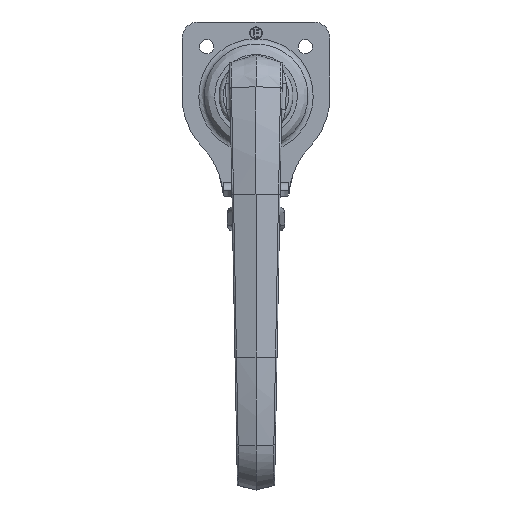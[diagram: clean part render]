
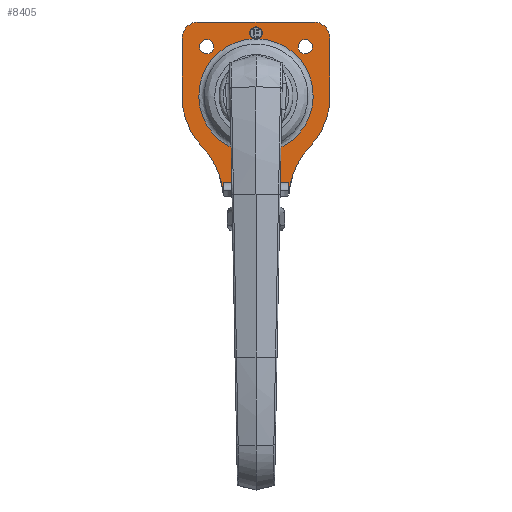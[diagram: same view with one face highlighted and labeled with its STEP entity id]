
A CAD part, top view. The second image highlights one B-rep face of the part: STEP entity #8405.
In plain terms, the highlighted planar face has unit normal (0, 0, 1).
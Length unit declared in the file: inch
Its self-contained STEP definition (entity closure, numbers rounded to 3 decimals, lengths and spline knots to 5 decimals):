
#8158=CARTESIAN_POINT('',(-0.04181,0.8697,-1.5593));
#8159=VERTEX_POINT('',#8158);
#8160=CARTESIAN_POINT('',(0.04181,0.8697,-1.5593));
#8161=VERTEX_POINT('',#8160);
#8162=CARTESIAN_POINT('',(0.,0.955,-1.5593));
#8163=DIRECTION('',(0.0,0.0,-1.0));
#8164=DIRECTION('',(-1.0,0.0,0.0));
#8165=AXIS2_PLACEMENT_3D('',#8162,#8163,#8164);
#8166=CIRCLE('',#8165,0.095);
#8167=EDGE_CURVE('',#8159,#8161,#8166,.T.);
#8217=CARTESIAN_POINT('',(0.,0.,-1.5593));
#8218=DIRECTION('',(0.0,0.0,1.0));
#8219=DIRECTION('',(1.0,0.0,0.0));
#8220=AXIS2_PLACEMENT_3D('',#8217,#8218,#8219);
#8221=CIRCLE('',#8220,0.8707);
#8222=EDGE_CURVE('',#8159,#8161,#8221,.T.);
#8243=CARTESIAN_POINT('',(0.,-0.80146,-1.5593));
#8244=DIRECTION('',(0.0,0.0,-1.0));
#8245=DIRECTION('',(-1.0,0.0,0.0));
#8246=AXIS2_PLACEMENT_3D('',#8243,#8244,#8245);
#8247=PLANE('',#8246);
#8248=CARTESIAN_POINT('',(0.875,1.125,-1.5593));
#8249=VERTEX_POINT('',#8248);
#8250=CARTESIAN_POINT('',(1.125,0.875,-1.5593));
#8251=VERTEX_POINT('',#8250);
#8252=CARTESIAN_POINT('',(0.875,0.875,-1.5593));
#8253=DIRECTION('',(0.,0.,-1.0));
#8254=DIRECTION('',(0.707,0.707,0.));
#8255=AXIS2_PLACEMENT_3D('',#8252,#8253,#8254);
#8256=CIRCLE('',#8255,0.25);
#8257=EDGE_CURVE('',#8249,#8251,#8256,.T.);
#8258=ORIENTED_EDGE('',*,*,#8257,.F.);
#8259=CARTESIAN_POINT('',(-0.875,1.125,-1.5593));
#8260=VERTEX_POINT('',#8259);
#8261=CARTESIAN_POINT('',(-0.875,1.125,-1.5593));
#8262=DIRECTION('',(1.0,0.0,0.0));
#8263=VECTOR('',#8262,1.75);
#8264=LINE('',#8261,#8263);
#8265=EDGE_CURVE('',#8260,#8249,#8264,.T.);
#8266=ORIENTED_EDGE('',*,*,#8265,.F.);
#8267=CARTESIAN_POINT('',(-1.125,0.875,-1.5593));
#8268=VERTEX_POINT('',#8267);
#8269=CARTESIAN_POINT('',(-0.875,0.875,-1.5593));
#8270=DIRECTION('',(0.,0.,-1.0));
#8271=DIRECTION('',(-0.707,0.707,0.));
#8272=AXIS2_PLACEMENT_3D('',#8269,#8270,#8271);
#8273=CIRCLE('',#8272,0.25);
#8274=EDGE_CURVE('',#8268,#8260,#8273,.T.);
#8275=ORIENTED_EDGE('',*,*,#8274,.F.);
#8276=CARTESIAN_POINT('',(-1.125,-0.00576,-1.5593));
#8277=VERTEX_POINT('',#8276);
#8278=CARTESIAN_POINT('',(-1.125,-0.00576,-1.5593));
#8279=DIRECTION('',(0.0,1.0,0.0));
#8280=VECTOR('',#8279,0.88076);
#8281=LINE('',#8278,#8280);
#8282=EDGE_CURVE('',#8277,#8268,#8281,.T.);
#8283=ORIENTED_EDGE('',*,*,#8282,.F.);
#8284=CARTESIAN_POINT('',(-0.8125,-0.78388,-1.5593));
#8285=VERTEX_POINT('',#8284);
#8286=CARTESIAN_POINT('',(0.,-0.00576,-1.5593));
#8287=DIRECTION('',(0.,0.,-1.0));
#8288=DIRECTION('',(-0.722,-0.692,0.));
#8289=AXIS2_PLACEMENT_3D('',#8286,#8287,#8288);
#8290=CIRCLE('',#8289,1.125);
#8291=EDGE_CURVE('',#8285,#8277,#8290,.T.);
#8292=ORIENTED_EDGE('',*,*,#8291,.F.);
#8293=CARTESIAN_POINT('',(-0.50225,-1.49086,-1.5593));
#8294=VERTEX_POINT('',#8293);
#8295=CARTESIAN_POINT('',(-1.625,-1.562,-1.5593));
#8296=DIRECTION('',(0.,0.,1.0));
#8297=DIRECTION('',(-0.722,-0.692,0.));
#8298=AXIS2_PLACEMENT_3D('',#8295,#8296,#8297);
#8299=CIRCLE('',#8298,1.125);
#8300=EDGE_CURVE('',#8294,#8285,#8299,.T.);
#8301=ORIENTED_EDGE('',*,*,#8300,.F.);
#8302=CARTESIAN_POINT('',(-0.49303,-1.49086,-1.5593));
#8303=VERTEX_POINT('',#8302);
#8304=CARTESIAN_POINT('',(-0.49303,-1.49086,-1.5593));
#8305=DIRECTION('',(-1.0,0.0,0.0));
#8306=VECTOR('',#8305,0.00922);
#8307=LINE('',#8304,#8306);
#8308=EDGE_CURVE('',#8303,#8294,#8307,.T.);
#8309=ORIENTED_EDGE('',*,*,#8308,.F.);
#8310=CARTESIAN_POINT('',(-0.49303,-1.3163,-1.5593));
#8311=VERTEX_POINT('',#8310);
#8312=CARTESIAN_POINT('',(-0.49303,-1.49086,-1.5593));
#8313=DIRECTION('',(0.0,1.0,0.0));
#8314=VECTOR('',#8313,0.17456);
#8315=LINE('',#8312,#8314);
#8316=EDGE_CURVE('',#8303,#8311,#8315,.T.);
#8317=ORIENTED_EDGE('',*,*,#8316,.T.);
#8318=CARTESIAN_POINT('',(0.49303,-1.3163,-1.5593));
#8319=VERTEX_POINT('',#8318);
#8320=CARTESIAN_POINT('',(0.49303,-1.3163,-1.5593));
#8321=DIRECTION('',(-1.0,0.0,0.0));
#8322=VECTOR('',#8321,0.98606);
#8323=LINE('',#8320,#8322);
#8324=EDGE_CURVE('',#8319,#8311,#8323,.T.);
#8325=ORIENTED_EDGE('',*,*,#8324,.F.);
#8326=CARTESIAN_POINT('',(0.49303,-1.49086,-1.5593));
#8327=VERTEX_POINT('',#8326);
#8328=CARTESIAN_POINT('',(0.49303,-1.3163,-1.5593));
#8329=DIRECTION('',(0.0,-1.0,0.0));
#8330=VECTOR('',#8329,0.17456);
#8331=LINE('',#8328,#8330);
#8332=EDGE_CURVE('',#8319,#8327,#8331,.T.);
#8333=ORIENTED_EDGE('',*,*,#8332,.T.);
#8334=CARTESIAN_POINT('',(0.50225,-1.49086,-1.5593));
#8335=VERTEX_POINT('',#8334);
#8336=CARTESIAN_POINT('',(0.50225,-1.49086,-1.5593));
#8337=DIRECTION('',(-1.0,0.0,0.0));
#8338=VECTOR('',#8337,0.00922);
#8339=LINE('',#8336,#8338);
#8340=EDGE_CURVE('',#8335,#8327,#8339,.T.);
#8341=ORIENTED_EDGE('',*,*,#8340,.F.);
#8342=CARTESIAN_POINT('',(0.8125,-0.78388,-1.5593));
#8343=VERTEX_POINT('',#8342);
#8344=CARTESIAN_POINT('',(1.625,-1.562,-1.5593));
#8345=DIRECTION('',(0.0,0.0,1.0));
#8346=DIRECTION('',(1.0,0.0,0.0));
#8347=AXIS2_PLACEMENT_3D('',#8344,#8345,#8346);
#8348=CIRCLE('',#8347,1.125);
#8349=EDGE_CURVE('',#8343,#8335,#8348,.T.);
#8350=ORIENTED_EDGE('',*,*,#8349,.F.);
#8351=CARTESIAN_POINT('',(1.125,-0.00576,-1.5593));
#8352=VERTEX_POINT('',#8351);
#8353=CARTESIAN_POINT('',(0.,-0.00576,-1.5593));
#8354=DIRECTION('',(0.0,0.0,-1.0));
#8355=DIRECTION('',(1.0,0.0,0.0));
#8356=AXIS2_PLACEMENT_3D('',#8353,#8354,#8355);
#8357=CIRCLE('',#8356,1.125);
#8358=EDGE_CURVE('',#8352,#8343,#8357,.T.);
#8359=ORIENTED_EDGE('',*,*,#8358,.F.);
#8360=CARTESIAN_POINT('',(1.125,0.875,-1.5593));
#8361=DIRECTION('',(0.0,-1.0,0.0));
#8362=VECTOR('',#8361,0.88076);
#8363=LINE('',#8360,#8362);
#8364=EDGE_CURVE('',#8251,#8352,#8363,.T.);
#8365=ORIENTED_EDGE('',*,*,#8364,.F.);
#8366=EDGE_LOOP('',(#8258,#8266,#8275,#8283,#8292,#8301,#8309,#8317,#8325,#8333,#8341,#8350,#8359,#8365));
#8367=FACE_OUTER_BOUND('',#8366,.T.);
#8368=ORIENTED_EDGE('',*,*,#8167,.T.);
#8369=ORIENTED_EDGE('',*,*,#8222,.F.);
#8370=EDGE_LOOP('',(#8368,#8369));
#8371=FACE_BOUND('',#8370,.T.);
#8372=CARTESIAN_POINT('',(0.6405,0.75,-1.5593));
#8373=VERTEX_POINT('',#8372);
#8374=CARTESIAN_POINT('',(0.75,0.75,-1.5593));
#8375=DIRECTION('',(0.0,0.0,-1.0));
#8376=DIRECTION('',(1.0,0.0,0.0));
#8377=AXIS2_PLACEMENT_3D('',#8374,#8375,#8376);
#8378=CIRCLE('',#8377,0.1095);
#8379=EDGE_CURVE('',#8373,#8373,#8378,.T.);
#8380=ORIENTED_EDGE('',*,*,#8379,.T.);
#8381=EDGE_LOOP('',(#8380));
#8382=FACE_BOUND('',#8381,.T.);
#8383=CARTESIAN_POINT('',(-0.1095,-1.125,-1.5593));
#8384=VERTEX_POINT('',#8383);
#8385=CARTESIAN_POINT('',(0.,-1.125,-1.5593));
#8386=DIRECTION('',(0.0,0.0,-1.0));
#8387=DIRECTION('',(1.0,0.0,0.0));
#8388=AXIS2_PLACEMENT_3D('',#8385,#8386,#8387);
#8389=CIRCLE('',#8388,0.1095);
#8390=EDGE_CURVE('',#8384,#8384,#8389,.T.);
#8391=ORIENTED_EDGE('',*,*,#8390,.T.);
#8392=EDGE_LOOP('',(#8391));
#8393=FACE_BOUND('',#8392,.T.);
#8394=CARTESIAN_POINT('',(-0.8595,0.75,-1.5593));
#8395=VERTEX_POINT('',#8394);
#8396=CARTESIAN_POINT('',(-0.75,0.75,-1.5593));
#8397=DIRECTION('',(0.0,0.0,-1.0));
#8398=DIRECTION('',(1.0,0.0,0.0));
#8399=AXIS2_PLACEMENT_3D('',#8396,#8397,#8398);
#8400=CIRCLE('',#8399,0.1095);
#8401=EDGE_CURVE('',#8395,#8395,#8400,.T.);
#8402=ORIENTED_EDGE('',*,*,#8401,.T.);
#8403=EDGE_LOOP('',(#8402));
#8404=FACE_BOUND('',#8403,.T.);
#8405=ADVANCED_FACE('',(#8367,#8371,#8382,#8393,#8404),#8247,.F.);
